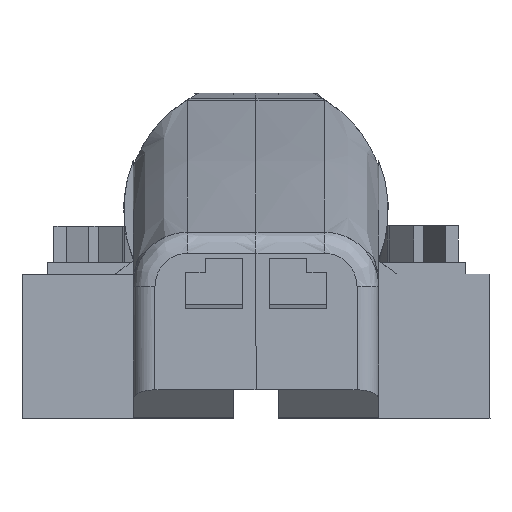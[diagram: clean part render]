
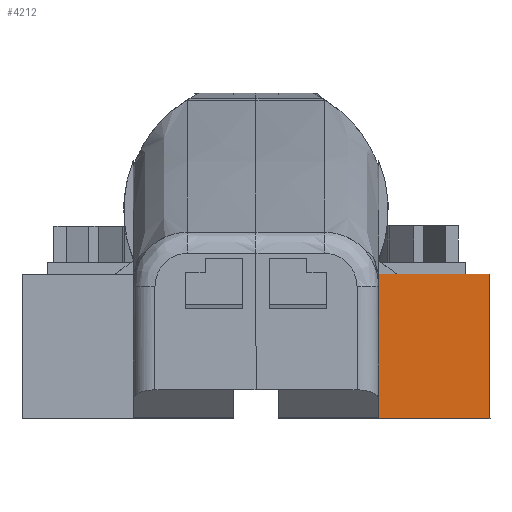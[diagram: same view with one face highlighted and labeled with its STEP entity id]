
A CAD part, front view. The second image highlights one B-rep face of the part: STEP entity #4212.
In plain terms, the highlighted planar face has unit normal (0, -1, 0).
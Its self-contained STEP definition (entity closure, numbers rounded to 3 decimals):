
#516=FACE_OUTER_BOUND('',#746,.T.);
#746=EDGE_LOOP('',(#3794,#3795,#3796,#3797,#3798,#3799));
#1045=LINE('',#7814,#1452);
#1109=LINE('',#8504,#1516);
#1150=LINE('',#8630,#1557);
#1152=LINE('',#8633,#1559);
#1155=LINE('',#8641,#1562);
#1158=LINE('',#8646,#1565);
#1452=VECTOR('',#5018,10.);
#1516=VECTOR('',#5162,10.);
#1557=VECTOR('',#5253,10.);
#1559=VECTOR('',#5257,10.);
#1562=VECTOR('',#5266,10.);
#1565=VECTOR('',#5271,10.);
#1872=VERTEX_POINT('',#7811);
#1873=VERTEX_POINT('',#7813);
#1939=VERTEX_POINT('',#8501);
#1940=VERTEX_POINT('',#8503);
#1961=VERTEX_POINT('',#8628);
#1963=VERTEX_POINT('',#8640);
#2408=EDGE_CURVE('',#1873,#1872,#1045,.T.);
#2531=EDGE_CURVE('',#1940,#1939,#1109,.T.);
#2575=EDGE_CURVE('',#1872,#1961,#1150,.T.);
#2577=EDGE_CURVE('',#1961,#1940,#1152,.T.);
#2580=EDGE_CURVE('',#1873,#1963,#1155,.T.);
#2583=EDGE_CURVE('',#1939,#1963,#1158,.T.);
#3794=ORIENTED_EDGE('',*,*,#2577,.T.);
#3795=ORIENTED_EDGE('',*,*,#2531,.T.);
#3796=ORIENTED_EDGE('',*,*,#2583,.T.);
#3797=ORIENTED_EDGE('',*,*,#2580,.F.);
#3798=ORIENTED_EDGE('',*,*,#2408,.T.);
#3799=ORIENTED_EDGE('',*,*,#2575,.T.);
#3989=PLANE('',#4441);
#4212=ADVANCED_FACE('',(#516),#3989,.T.);
#4441=AXIS2_PLACEMENT_3D('',#8645,#5269,#5270);
#5018=DIRECTION('',(0.,0.,-1.));
#5162=DIRECTION('',(1.,0.,0.));
#5253=DIRECTION('',(-1.,0.,0.));
#5257=DIRECTION('',(0.,0.,-1.));
#5266=DIRECTION('',(1.,0.,0.));
#5269=DIRECTION('center_axis',(0.,-1.,0.));
#5270=DIRECTION('ref_axis',(1.,0.,0.));
#5271=DIRECTION('',(0.,0.,1.));
#7811=CARTESIAN_POINT('',(-538.025,-58.274,27.014));
#7813=CARTESIAN_POINT('',(-538.025,-58.274,27.014));
#7814=CARTESIAN_POINT('',(-538.025,-58.274,18.055));
#8501=CARTESIAN_POINT('',(-522.57,-58.274,6.966));
#8503=CARTESIAN_POINT('',(-538.024,-58.274,6.965));
#8504=CARTESIAN_POINT('',(-587.524,-58.274,6.959));
#8628=CARTESIAN_POINT('',(-538.026,-58.274,27.014));
#8630=CARTESIAN_POINT('',(-540.023,-58.274,27.014));
#8633=CARTESIAN_POINT('',(-538.024,-58.274,6.965));
#8640=CARTESIAN_POINT('',(-522.572,-58.274,27.016));
#8641=CARTESIAN_POINT('',(-587.526,-58.274,27.009));
#8645=CARTESIAN_POINT('Origin',(-540.022,-58.274,6.964));
#8646=CARTESIAN_POINT('',(-522.57,-58.274,6.966));
